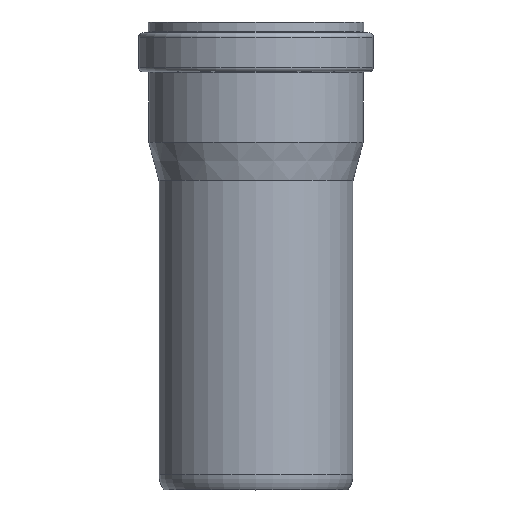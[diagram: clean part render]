
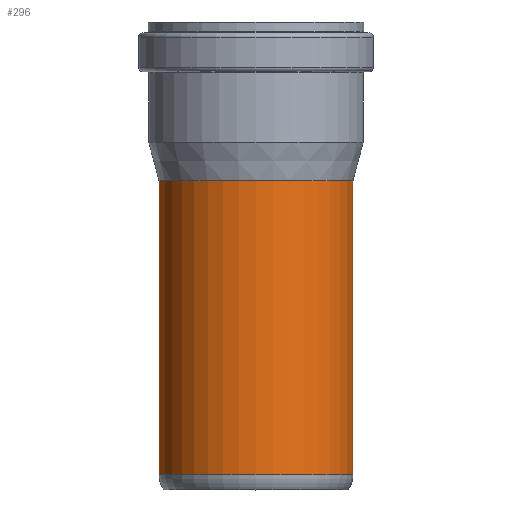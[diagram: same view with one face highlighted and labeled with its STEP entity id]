
A CAD part, top view. The second image highlights one B-rep face of the part: STEP entity #296.
In plain terms, the highlighted cylindrical face has radius 45 mm (diameter 90 mm), a full revolution.
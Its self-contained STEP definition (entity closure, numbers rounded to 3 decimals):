
#23=CYLINDRICAL_SURFACE('',#328,45.);
#32=FACE_BOUND('',#90,.T.);
#60=FACE_OUTER_BOUND('',#89,.T.);
#89=EDGE_LOOP('',(#229));
#90=EDGE_LOOP('',(#230));
#144=CIRCLE('',#327,45.);
#145=CIRCLE('',#329,45.);
#172=VERTEX_POINT('',#499);
#173=VERTEX_POINT('',#502);
#200=EDGE_CURVE('',#172,#172,#144,.T.);
#201=EDGE_CURVE('',#173,#173,#145,.T.);
#229=ORIENTED_EDGE('',*,*,#201,.F.);
#230=ORIENTED_EDGE('',*,*,#200,.F.);
#296=ADVANCED_FACE('',(#60,#32),#23,.T.);
#327=AXIS2_PLACEMENT_3D('',#500,#387,#388);
#328=AXIS2_PLACEMENT_3D('',#501,#389,#390);
#329=AXIS2_PLACEMENT_3D('',#503,#391,#392);
#387=DIRECTION('center_axis',(0.,1.,0.));
#388=DIRECTION('ref_axis',(-1.,0.,0.));
#389=DIRECTION('center_axis',(0.,-1.,0.));
#390=DIRECTION('ref_axis',(1.,0.,0.));
#391=DIRECTION('center_axis',(0.,-1.,0.));
#392=DIRECTION('ref_axis',(1.,0.,0.));
#499=CARTESIAN_POINT('',(45.,143.368,0.));
#500=CARTESIAN_POINT('Origin',(0.,143.368,0.));
#501=CARTESIAN_POINT('Origin',(0.,75.25,0.));
#502=CARTESIAN_POINT('',(45.,7.,0.));
#503=CARTESIAN_POINT('Origin',(0.,7.,0.));
